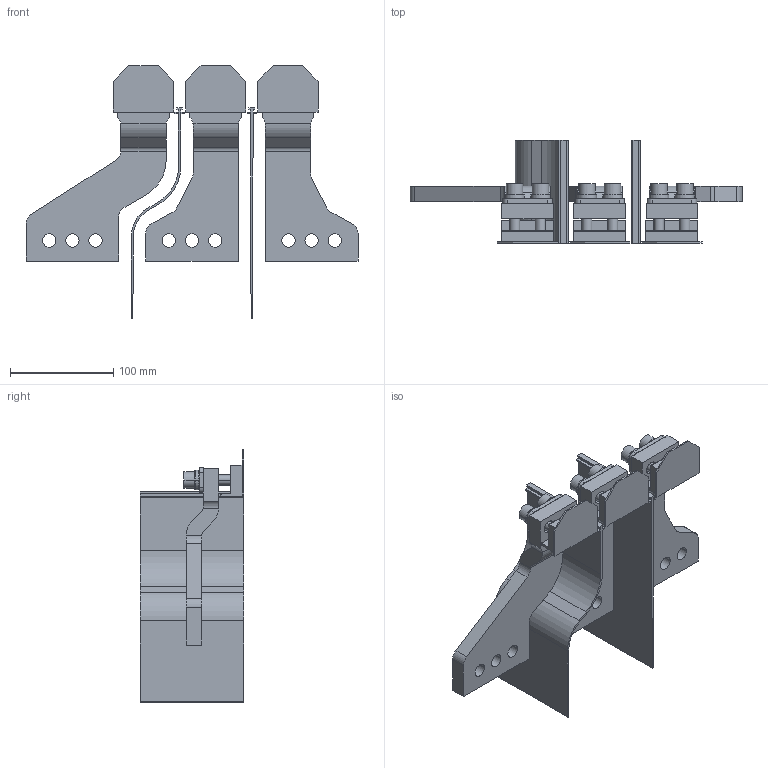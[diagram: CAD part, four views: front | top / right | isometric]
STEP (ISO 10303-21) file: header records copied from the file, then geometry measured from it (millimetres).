
FILE_DESCRIPTION(('CATIA V5 STEP Exchange'),'2;1');
FILE_NAME('1SDH001252R0007_1PA_001_00_E1.2_III_F_TERMINALS_ES_LOWER.stp','2014-03-06T08:06:35+00:00',('none'),('none'),'CATIA Version 5 Release 20 SP 5 (IN-10)','CATIA V5 STEP AP214','none');
FILE_SCHEMA(('AUTOMOTIVE_DESIGN { 1 0 10303 214 1 1 1 1 }'));
Length unit declared in the file: millimetre
Products named in the file (1): 1SDH001252R0007_1PA_001_00_E1.2_III_F_TERMINALS_ES_LOWER
Bounding box: 322 x 100 x 245 mm (x, y, z)
Volume: 643933.3 mm3; surface area: 237841.4 mm2
Topology: 23 solids, 23 shells, 445 faces, 1141 edges, 766 vertices
Faces by surface type: plane 276, cylinder 157, torus 12
Entity records: 13163 total; most frequent: CARTESIAN_POINT 2326, ORIENTED_EDGE 2282, DIRECTION 1893, EDGE_CURVE 1141, VECTOR 787, LINE 787, VERTEX_POINT 766, AXIS2_PLACEMENT_3D 725
